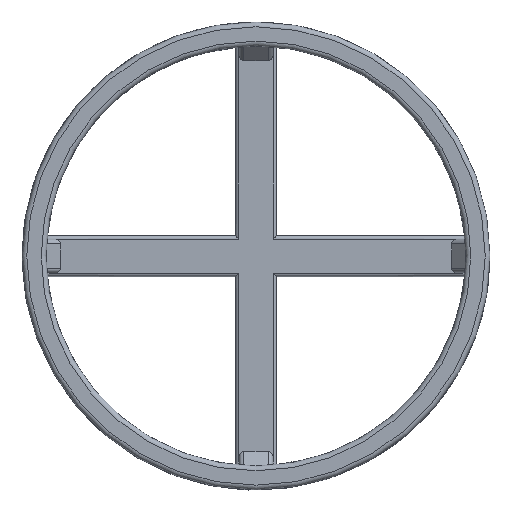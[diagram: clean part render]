
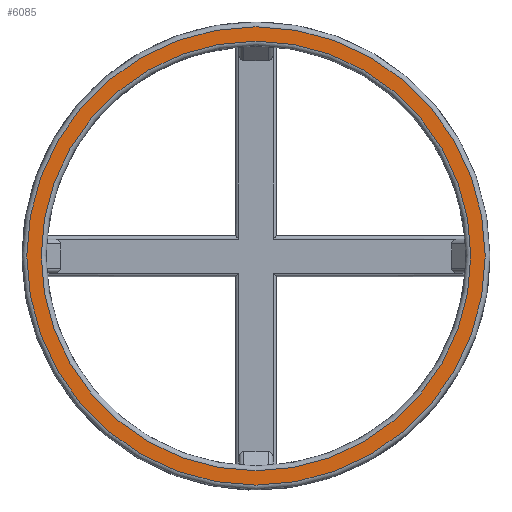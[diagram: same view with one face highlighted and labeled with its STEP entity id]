
A CAD part, top view. The second image highlights one B-rep face of the part: STEP entity #6085.
In plain terms, the highlighted planar face has unit normal (0, 0, 1).
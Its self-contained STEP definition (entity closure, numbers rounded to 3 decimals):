
#1120 = TOROIDAL_SURFACE('',#1121,44.75,1.);
#1121 = AXIS2_PLACEMENT_3D('',#1122,#1123,#1124);
#1122 = CARTESIAN_POINT('',(0.,0.,21.));
#1123 = DIRECTION('',(0.,0.,1.));
#1124 = DIRECTION('',(1.,0.,-0.));
#4717 = VERTEX_POINT('',#4718);
#4718 = CARTESIAN_POINT('',(44.75,0.,22.));
#4738 = EDGE_CURVE('',#4717,#4717,#4739,.T.);
#4739 = SURFACE_CURVE('',#4740,(#4745,#4752),.PCURVE_S1.);
#4740 = CIRCLE('',#4741,44.75);
#4741 = AXIS2_PLACEMENT_3D('',#4742,#4743,#4744);
#4742 = CARTESIAN_POINT('',(0.,0.,22.));
#4743 = DIRECTION('',(0.,0.,1.));
#4744 = DIRECTION('',(1.,0.,-0.));
#4745 = PCURVE('',#1120,#4746);
#4746 = DEFINITIONAL_REPRESENTATION('',(#4747),#4751);
#4747 = LINE('',#4748,#4749);
#4748 = CARTESIAN_POINT('',(0.,1.571));
#4749 = VECTOR('',#4750,1.);
#4750 = DIRECTION('',(1.,0.));
#4751 = ( GEOMETRIC_REPRESENTATION_CONTEXT(2) 
PARAMETRIC_REPRESENTATION_CONTEXT() REPRESENTATION_CONTEXT('2D SPACE',''
  ) );
#4752 = PCURVE('',#4753,#4758);
#4753 = PLANE('',#4754);
#4754 = AXIS2_PLACEMENT_3D('',#4755,#4756,#4757);
#4755 = CARTESIAN_POINT('',(0.,0.,22.)
  );
#4756 = DIRECTION('',(0.,0.,1.));
#4757 = DIRECTION('',(1.,0.,-0.));
#4758 = DEFINITIONAL_REPRESENTATION('',(#4759),#4763);
#4759 = CIRCLE('',#4760,44.75);
#4760 = AXIS2_PLACEMENT_2D('',#4761,#4762);
#4761 = CARTESIAN_POINT('',(0.,0.));
#4762 = DIRECTION('',(1.,0.));
#4763 = ( GEOMETRIC_REPRESENTATION_CONTEXT(2) 
PARAMETRIC_REPRESENTATION_CONTEXT() REPRESENTATION_CONTEXT('2D SPACE',''
  ) );
#6085 = ADVANCED_FACE('',(#6086,#6117),#4753,.T.);
#6086 = FACE_BOUND('',#6087,.T.);
#6087 = EDGE_LOOP('',(#6088));
#6088 = ORIENTED_EDGE('',*,*,#6089,.T.);
#6089 = EDGE_CURVE('',#6090,#6090,#6092,.T.);
#6090 = VERTEX_POINT('',#6091);
#6091 = CARTESIAN_POINT('',(47.75,0.,22.));
#6092 = SURFACE_CURVE('',#6093,(#6098,#6105),.PCURVE_S1.);
#6093 = CIRCLE('',#6094,47.75);
#6094 = AXIS2_PLACEMENT_3D('',#6095,#6096,#6097);
#6095 = CARTESIAN_POINT('',(0.,0.,22.));
#6096 = DIRECTION('',(0.,0.,1.));
#6097 = DIRECTION('',(1.,0.,-0.));
#6098 = PCURVE('',#4753,#6099);
#6099 = DEFINITIONAL_REPRESENTATION('',(#6100),#6104);
#6100 = CIRCLE('',#6101,47.75);
#6101 = AXIS2_PLACEMENT_2D('',#6102,#6103);
#6102 = CARTESIAN_POINT('',(0.,0.));
#6103 = DIRECTION('',(1.,0.));
#6104 = ( GEOMETRIC_REPRESENTATION_CONTEXT(2) 
PARAMETRIC_REPRESENTATION_CONTEXT() REPRESENTATION_CONTEXT('2D SPACE',''
  ) );
#6105 = PCURVE('',#6106,#6111);
#6106 = TOROIDAL_SURFACE('',#6107,47.75,1.);
#6107 = AXIS2_PLACEMENT_3D('',#6108,#6109,#6110);
#6108 = CARTESIAN_POINT('',(0.,0.,21.));
#6109 = DIRECTION('',(0.,0.,1.));
#6110 = DIRECTION('',(1.,0.,-0.));
#6111 = DEFINITIONAL_REPRESENTATION('',(#6112),#6116);
#6112 = LINE('',#6113,#6114);
#6113 = CARTESIAN_POINT('',(0.,1.571));
#6114 = VECTOR('',#6115,1.);
#6115 = DIRECTION('',(1.,0.));
#6116 = ( GEOMETRIC_REPRESENTATION_CONTEXT(2) 
PARAMETRIC_REPRESENTATION_CONTEXT() REPRESENTATION_CONTEXT('2D SPACE',''
  ) );
#6117 = FACE_BOUND('',#6118,.T.);
#6118 = EDGE_LOOP('',(#6119));
#6119 = ORIENTED_EDGE('',*,*,#4738,.F.);
